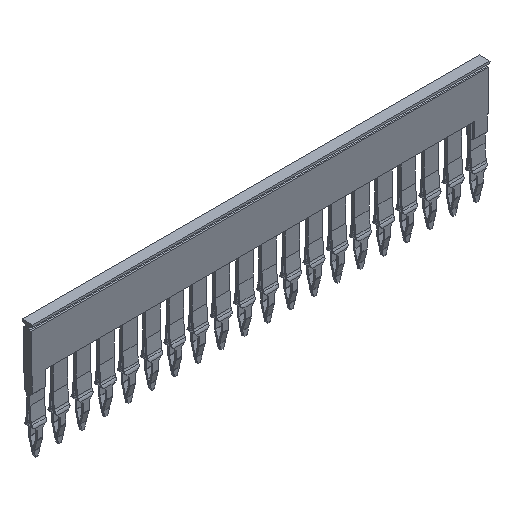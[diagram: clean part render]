
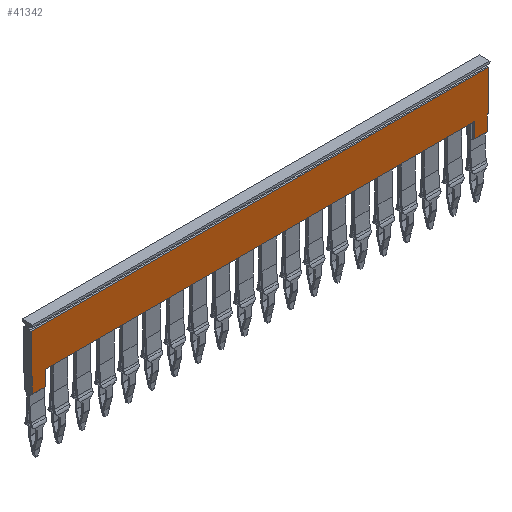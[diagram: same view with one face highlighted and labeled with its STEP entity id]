
A CAD part, isometric view. The second image highlights one B-rep face of the part: STEP entity #41342.
In plain terms, the highlighted planar face has unit normal (0, -1, 0).
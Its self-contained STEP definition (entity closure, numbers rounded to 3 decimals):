
#41278=AXIS2_PLACEMENT_3D('Plane Axis2P3D',#41275,#41276,#41277) ;
#41183=CARTESIAN_POINT('Vertex',(0.3,0.4,19.5)) ;
#41186=CARTESIAN_POINT('Line Origine',(0.15,0.4,19.5)) ;
#41190=CARTESIAN_POINT('Vertex',(0.,0.4,19.5)) ;
#41218=CARTESIAN_POINT('Vertex',(116.6,0.4,19.5)) ;
#41221=CARTESIAN_POINT('Line Origine',(60.15,0.4,19.5)) ;
#41225=CARTESIAN_POINT('Vertex',(3.7,0.4,19.5)) ;
#41253=CARTESIAN_POINT('Vertex',(120.3,0.4,19.5)) ;
#41256=CARTESIAN_POINT('Line Origine',(120.15,0.4,19.5)) ;
#41260=CARTESIAN_POINT('Vertex',(120.,0.4,19.5)) ;
#41275=CARTESIAN_POINT('Axis2P3D Location',(57.1,0.4,19.5)) ;
#41281=CARTESIAN_POINT('Control Point',(0.,0.4,19.5)) ;
#41282=CARTESIAN_POINT('Control Point',(0.,0.4,30.)) ;
#41283=CARTESIAN_POINT('Vertex',(0.,0.4,30.)) ;
#41287=CARTESIAN_POINT('Control Point',(0.3,0.4,15.5)) ;
#41288=CARTESIAN_POINT('Control Point',(0.3,0.4,19.5)) ;
#41289=CARTESIAN_POINT('Vertex',(0.3,0.4,15.5)) ;
#41293=CARTESIAN_POINT('Control Point',(3.7,0.4,15.5)) ;
#41294=CARTESIAN_POINT('Control Point',(0.3,0.4,15.5)) ;
#41295=CARTESIAN_POINT('Vertex',(3.7,0.4,15.5)) ;
#41299=CARTESIAN_POINT('Control Point',(3.7,0.4,19.5)) ;
#41300=CARTESIAN_POINT('Control Point',(3.7,0.4,15.5)) ;
#41303=CARTESIAN_POINT('Control Point',(116.6,0.4,15.5)) ;
#41304=CARTESIAN_POINT('Control Point',(116.6,0.4,19.5)) ;
#41305=CARTESIAN_POINT('Vertex',(116.6,0.4,15.5)) ;
#41309=CARTESIAN_POINT('Control Point',(120.,0.4,15.5)) ;
#41310=CARTESIAN_POINT('Control Point',(116.6,0.4,15.5)) ;
#41311=CARTESIAN_POINT('Vertex',(120.,0.4,15.5)) ;
#41315=CARTESIAN_POINT('Control Point',(120.,0.4,19.5)) ;
#41316=CARTESIAN_POINT('Control Point',(120.,0.4,15.5)) ;
#41319=CARTESIAN_POINT('Control Point',(120.3,0.4,30.)) ;
#41320=CARTESIAN_POINT('Control Point',(120.3,0.4,19.5)) ;
#41321=CARTESIAN_POINT('Vertex',(120.3,0.4,30.)) ;
#41325=CARTESIAN_POINT('Control Point',(0.,0.4,30.)) ;
#41326=CARTESIAN_POINT('Control Point',(120.3,0.4,30.)) ;
#41187=DIRECTION('Vector Direction',(-1.,0.,0.)) ;
#41222=DIRECTION('Vector Direction',(-1.,0.,0.)) ;
#41257=DIRECTION('Vector Direction',(-1.,0.,0.)) ;
#41276=DIRECTION('Axis2P3D Direction',(0.,-1.,0.)) ;
#41277=DIRECTION('Axis2P3D XDirection',(0.,0.,1.)) ;
#41188=VECTOR('Line Direction',#41187,1.) ;
#41223=VECTOR('Line Direction',#41222,1.) ;
#41258=VECTOR('Line Direction',#41257,1.) ;
#41329=ORIENTED_EDGE('',*,*,#41285,.T.) ;
#41330=ORIENTED_EDGE('',*,*,#41192,.T.) ;
#41331=ORIENTED_EDGE('',*,*,#41291,.T.) ;
#41332=ORIENTED_EDGE('',*,*,#41297,.T.) ;
#41333=ORIENTED_EDGE('',*,*,#41301,.T.) ;
#41334=ORIENTED_EDGE('',*,*,#41227,.T.) ;
#41335=ORIENTED_EDGE('',*,*,#41307,.T.) ;
#41336=ORIENTED_EDGE('',*,*,#41313,.F.) ;
#41337=ORIENTED_EDGE('',*,*,#41317,.T.) ;
#41338=ORIENTED_EDGE('',*,*,#41262,.T.) ;
#41339=ORIENTED_EDGE('',*,*,#41323,.T.) ;
#41340=ORIENTED_EDGE('',*,*,#41327,.T.) ;
#41342=ADVANCED_FACE('Kunststoff',(#41341),#41279,.T.) ;
#41280=B_SPLINE_CURVE_WITH_KNOTS('',1,(#41281,#41282),.UNSPECIFIED.,.F.,.U.,(2,2),(0.,10.5),.UNSPECIFIED.) ;
#41286=B_SPLINE_CURVE_WITH_KNOTS('',1,(#41287,#41288),.UNSPECIFIED.,.F.,.U.,(2,2),(0.,4.),.UNSPECIFIED.) ;
#41292=B_SPLINE_CURVE_WITH_KNOTS('',1,(#41293,#41294),.UNSPECIFIED.,.F.,.U.,(2,2),(0.,3.4),.UNSPECIFIED.) ;
#41298=B_SPLINE_CURVE_WITH_KNOTS('',1,(#41299,#41300),.UNSPECIFIED.,.F.,.U.,(2,2),(0.,4.),.UNSPECIFIED.) ;
#41302=B_SPLINE_CURVE_WITH_KNOTS('',1,(#41303,#41304),.UNSPECIFIED.,.F.,.U.,(2,2),(0.,4.),.UNSPECIFIED.) ;
#41308=B_SPLINE_CURVE_WITH_KNOTS('',1,(#41309,#41310),.UNSPECIFIED.,.F.,.U.,(2,2),(0.,3.4),.UNSPECIFIED.) ;
#41314=B_SPLINE_CURVE_WITH_KNOTS('',1,(#41315,#41316),.UNSPECIFIED.,.F.,.U.,(2,2),(0.,4.),.UNSPECIFIED.) ;
#41318=B_SPLINE_CURVE_WITH_KNOTS('',1,(#41319,#41320),.UNSPECIFIED.,.F.,.U.,(2,2),(0.,10.5),.UNSPECIFIED.) ;
#41324=B_SPLINE_CURVE_WITH_KNOTS('',1,(#41325,#41326),.UNSPECIFIED.,.F.,.U.,(2,2),(0.,120.3),.UNSPECIFIED.) ;
#41192=EDGE_CURVE('',#41191,#41184,#41189,.F.) ;
#41227=EDGE_CURVE('',#41226,#41219,#41224,.F.) ;
#41262=EDGE_CURVE('',#41261,#41254,#41259,.F.) ;
#41285=EDGE_CURVE('',#41284,#41191,#41280,.F.) ;
#41291=EDGE_CURVE('',#41184,#41290,#41286,.F.) ;
#41297=EDGE_CURVE('',#41290,#41296,#41292,.F.) ;
#41301=EDGE_CURVE('',#41296,#41226,#41298,.F.) ;
#41307=EDGE_CURVE('',#41219,#41306,#41302,.F.) ;
#41313=EDGE_CURVE('',#41312,#41306,#41308,.T.) ;
#41317=EDGE_CURVE('',#41312,#41261,#41314,.F.) ;
#41323=EDGE_CURVE('',#41254,#41322,#41318,.F.) ;
#41327=EDGE_CURVE('',#41322,#41284,#41324,.F.) ;
#41328=EDGE_LOOP('',(#41329,#41330,#41331,#41332,#41333,#41334,#41335,#41336,#41337,#41338,#41339,#41340)) ;
#41341=FACE_OUTER_BOUND('',#41328,.T.) ;
#41189=LINE('Line',#41186,#41188) ;
#41224=LINE('Line',#41221,#41223) ;
#41259=LINE('Line',#41256,#41258) ;
#41279=PLANE('',#41278) ;
#41184=VERTEX_POINT('',#41183) ;
#41191=VERTEX_POINT('',#41190) ;
#41219=VERTEX_POINT('',#41218) ;
#41226=VERTEX_POINT('',#41225) ;
#41254=VERTEX_POINT('',#41253) ;
#41261=VERTEX_POINT('',#41260) ;
#41284=VERTEX_POINT('',#41283) ;
#41290=VERTEX_POINT('',#41289) ;
#41296=VERTEX_POINT('',#41295) ;
#41306=VERTEX_POINT('',#41305) ;
#41312=VERTEX_POINT('',#41311) ;
#41322=VERTEX_POINT('',#41321) ;
